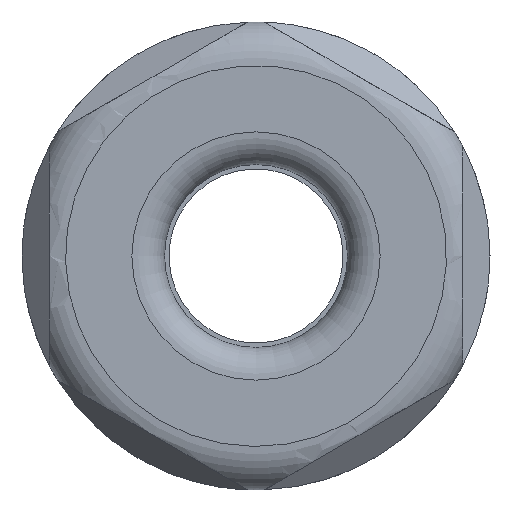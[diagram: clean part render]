
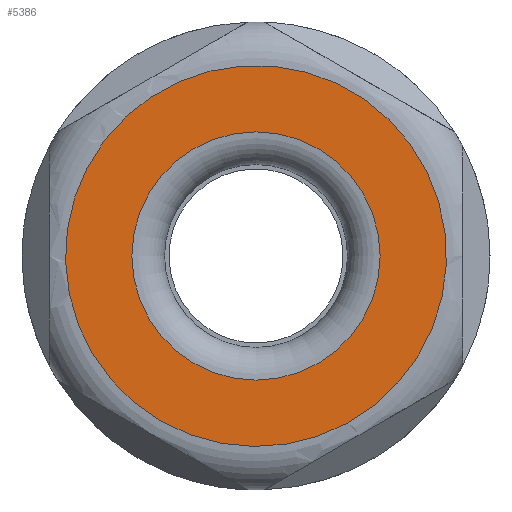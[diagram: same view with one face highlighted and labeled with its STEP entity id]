
A CAD part, left-side view. The second image highlights one B-rep face of the part: STEP entity #5386.
In plain terms, the highlighted planar face has unit normal (-1, 0, 0).
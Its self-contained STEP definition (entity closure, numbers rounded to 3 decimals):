
#157=FACE_BOUND('',#1009,.T.);
#421=CIRCLE('',#5843,8.755);
#425=CIRCLE('',#5851,5.705);
#682=FACE_OUTER_BOUND('',#1008,.T.);
#1008=EDGE_LOOP('',(#4051));
#1009=EDGE_LOOP('',(#4052));
#2353=VERTEX_POINT('',#11265);
#2357=VERTEX_POINT('',#11277);
#2978=EDGE_CURVE('',#2353,#2353,#421,.T.);
#2982=EDGE_CURVE('',#2357,#2357,#425,.T.);
#4051=ORIENTED_EDGE('',*,*,#2978,.F.);
#4052=ORIENTED_EDGE('',*,*,#2982,.T.);
#5154=PLANE('',#5852);
#5386=ADVANCED_FACE('',(#682,#157),#5154,.T.);
#5843=AXIS2_PLACEMENT_3D('',#11266,#6738,#6739);
#5851=AXIS2_PLACEMENT_3D('',#11278,#6754,#6755);
#5852=AXIS2_PLACEMENT_3D('',#11279,#6756,#6757);
#6738=DIRECTION('center_axis',(1.,0.,0.));
#6739=DIRECTION('ref_axis',(0.,0.,-1.));
#6754=DIRECTION('center_axis',(1.,0.,0.));
#6755=DIRECTION('ref_axis',(0.,0.,-1.));
#6756=DIRECTION('center_axis',(-1.,0.,0.));
#6757=DIRECTION('ref_axis',(0.,0.,1.));
#11265=CARTESIAN_POINT('',(-19.19,8.755,0.));
#11266=CARTESIAN_POINT('Origin',(-19.19,0.,0.));
#11277=CARTESIAN_POINT('',(-19.19,5.705,0.));
#11278=CARTESIAN_POINT('Origin',(-19.19,0.,0.));
#11279=CARTESIAN_POINT('Origin',(-19.19,8.755,0.));
